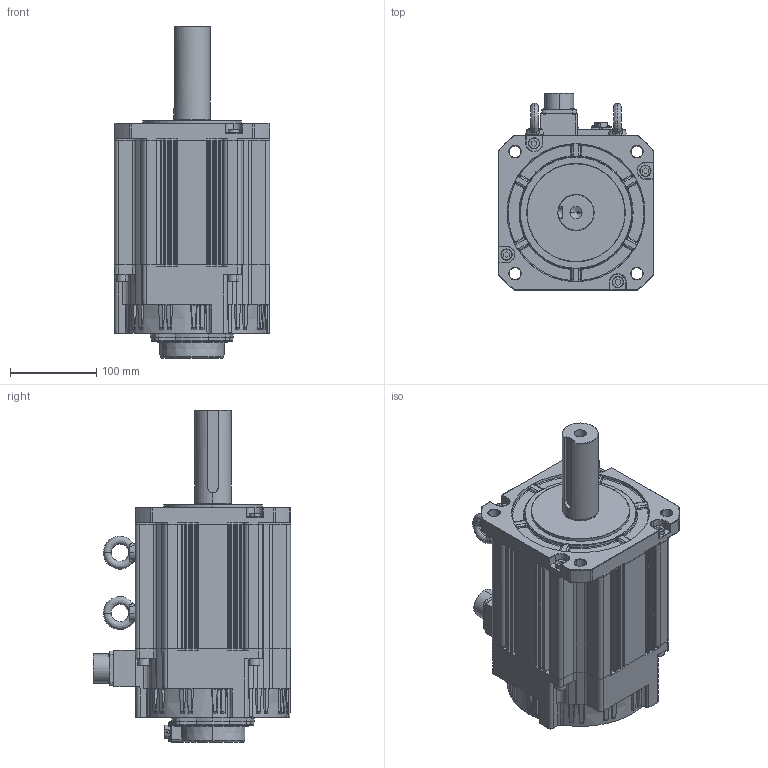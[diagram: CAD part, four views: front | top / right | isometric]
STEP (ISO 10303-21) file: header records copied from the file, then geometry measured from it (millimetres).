
FILE_DESCRIPTION (( 'STEP AP203' ), '1' );
FILE_NAME ('SV-X2MG550A-B4LA.STEP', '2021-10-12T09:30:44', ( 'China' ), ( 'Microsoft' ), 'SwSTEP 2.0', 'SolidWorks 2016', '' );
FILE_SCHEMA (( 'CONFIG_CONTROL_DESIGN' ));
Length unit declared in the file: millimetre
Products named in the file (1): SV-X2MG550A-B4LA
Bounding box: 180 x 228.6 x 385 mm (x, y, z)
Volume: 7052676.5 mm3; surface area: 318179.7 mm2
Topology: 1 solids, 12 shells, 2255 faces, 5837 edges, 3624 vertices
Faces by surface type: plane 843, cylinder 740, cone 320, bspline 199, torus 91, sphere 62
Entity records: 84781 total; most frequent: CARTESIAN_POINT 31767, ORIENTED_EDGE 11522, DIRECTION 10772, EDGE_CURVE 5761, AXIS2_PLACEMENT_3D 4129, VERTEX_POINT 3596, VECTOR 2514, LINE 2514
